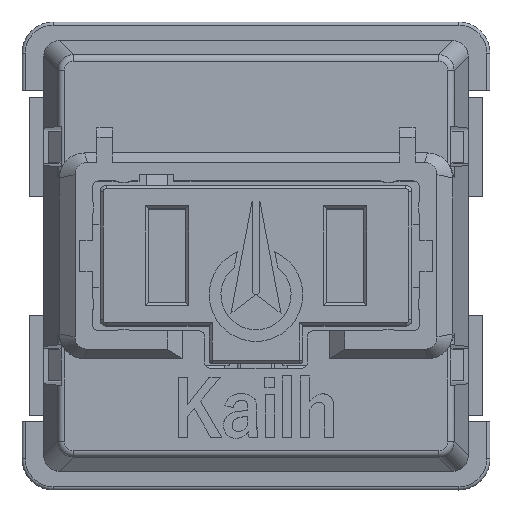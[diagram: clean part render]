
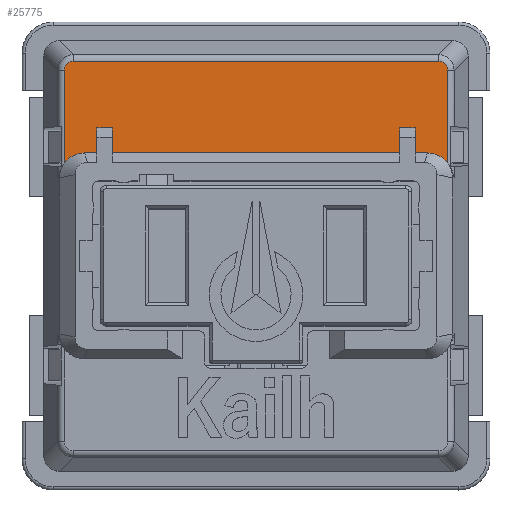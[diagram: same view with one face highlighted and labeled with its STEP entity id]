
A CAD part, top view. The second image highlights one B-rep face of the part: STEP entity #25775.
In plain terms, the highlighted planar face has unit normal (0, 0, 1).
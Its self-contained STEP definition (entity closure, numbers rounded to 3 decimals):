
#22119 = VERTEX_POINT('',#22120);
#22120 = CARTESIAN_POINT('',(6.142,2.977,2.));
#22137 = VERTEX_POINT('',#22138);
#22138 = CARTESIAN_POINT('',(6.142,5.95,2.));
#22145 = EDGE_CURVE('',#22119,#22137,#22146,.T.);
#22146 = LINE('',#22147,#22148);
#22147 = CARTESIAN_POINT('',(6.142,2.5,2.));
#22148 = VECTOR('',#22149,1.);
#22149 = DIRECTION('',(0.,1.,0.));
#22903 = VERTEX_POINT('',#22904);
#22904 = CARTESIAN_POINT('',(-6.142,2.977,2.));
#22921 = EDGE_CURVE('',#22903,#22922,#22924,.T.);
#22922 = VERTEX_POINT('',#22923);
#22923 = CARTESIAN_POINT('',(-6.142,5.95,2.));
#22924 = LINE('',#22925,#22926);
#22925 = CARTESIAN_POINT('',(-6.142,2.5,2.));
#22926 = VECTOR('',#22927,1.);
#22927 = DIRECTION('',(0.,1.,0.));
#25775 = ADVANCED_FACE('',(#25776),#25892,.T.);
#25776 = FACE_BOUND('',#25777,.T.);
#25777 = EDGE_LOOP('',(#25778,#25779,#25788,#25796,#25804,#25812,#25820,
    #25828,#25836,#25844,#25852,#25860,#25867,#25868,#25877,#25885));
#25778 = ORIENTED_EDGE('',*,*,#22921,.F.);
#25779 = ORIENTED_EDGE('',*,*,#25780,.F.);
#25780 = EDGE_CURVE('',#25781,#22903,#25783,.T.);
#25781 = VERTEX_POINT('',#25782);
#25782 = CARTESIAN_POINT('',(-5.5,3.3,2.));
#25783 = CIRCLE('',#25784,0.8);
#25784 = AXIS2_PLACEMENT_3D('',#25785,#25786,#25787);
#25785 = CARTESIAN_POINT('',(-5.5,2.5,2.));
#25786 = DIRECTION('',(0.,0.,1.));
#25787 = DIRECTION('',(1.,0.,-0.));
#25788 = ORIENTED_EDGE('',*,*,#25789,.T.);
#25789 = EDGE_CURVE('',#25781,#25790,#25792,.T.);
#25790 = VERTEX_POINT('',#25791);
#25791 = CARTESIAN_POINT('',(-5.1,3.3,2.));
#25792 = LINE('',#25793,#25794);
#25793 = CARTESIAN_POINT('',(-5.5,3.3,2.));
#25794 = VECTOR('',#25795,1.);
#25795 = DIRECTION('',(1.,0.,0.));
#25796 = ORIENTED_EDGE('',*,*,#25797,.T.);
#25797 = EDGE_CURVE('',#25790,#25798,#25800,.T.);
#25798 = VERTEX_POINT('',#25799);
#25799 = CARTESIAN_POINT('',(-5.1,4.1,2.));
#25800 = LINE('',#25801,#25802);
#25801 = CARTESIAN_POINT('',(-5.1,3.3,2.));
#25802 = VECTOR('',#25803,1.);
#25803 = DIRECTION('',(0.,1.,0.));
#25804 = ORIENTED_EDGE('',*,*,#25805,.T.);
#25805 = EDGE_CURVE('',#25798,#25806,#25808,.T.);
#25806 = VERTEX_POINT('',#25807);
#25807 = CARTESIAN_POINT('',(-4.6,4.1,2.));
#25808 = LINE('',#25809,#25810);
#25809 = CARTESIAN_POINT('',(-5.1,4.1,2.));
#25810 = VECTOR('',#25811,1.);
#25811 = DIRECTION('',(1.,0.,0.));
#25812 = ORIENTED_EDGE('',*,*,#25813,.T.);
#25813 = EDGE_CURVE('',#25806,#25814,#25816,.T.);
#25814 = VERTEX_POINT('',#25815);
#25815 = CARTESIAN_POINT('',(-4.6,3.3,2.));
#25816 = LINE('',#25817,#25818);
#25817 = CARTESIAN_POINT('',(-4.6,4.1,2.));
#25818 = VECTOR('',#25819,1.);
#25819 = DIRECTION('',(0.,-1.,0.));
#25820 = ORIENTED_EDGE('',*,*,#25821,.T.);
#25821 = EDGE_CURVE('',#25814,#25822,#25824,.T.);
#25822 = VERTEX_POINT('',#25823);
#25823 = CARTESIAN_POINT('',(4.6,3.3,2.));
#25824 = LINE('',#25825,#25826);
#25825 = CARTESIAN_POINT('',(-4.6,3.3,2.));
#25826 = VECTOR('',#25827,1.);
#25827 = DIRECTION('',(1.,0.,0.));
#25828 = ORIENTED_EDGE('',*,*,#25829,.T.);
#25829 = EDGE_CURVE('',#25822,#25830,#25832,.T.);
#25830 = VERTEX_POINT('',#25831);
#25831 = CARTESIAN_POINT('',(4.6,4.1,2.));
#25832 = LINE('',#25833,#25834);
#25833 = CARTESIAN_POINT('',(4.6,3.3,2.));
#25834 = VECTOR('',#25835,1.);
#25835 = DIRECTION('',(0.,1.,0.));
#25836 = ORIENTED_EDGE('',*,*,#25837,.T.);
#25837 = EDGE_CURVE('',#25830,#25838,#25840,.T.);
#25838 = VERTEX_POINT('',#25839);
#25839 = CARTESIAN_POINT('',(5.1,4.1,2.));
#25840 = LINE('',#25841,#25842);
#25841 = CARTESIAN_POINT('',(4.6,4.1,2.));
#25842 = VECTOR('',#25843,1.);
#25843 = DIRECTION('',(1.,0.,0.));
#25844 = ORIENTED_EDGE('',*,*,#25845,.T.);
#25845 = EDGE_CURVE('',#25838,#25846,#25848,.T.);
#25846 = VERTEX_POINT('',#25847);
#25847 = CARTESIAN_POINT('',(5.1,3.3,2.));
#25848 = LINE('',#25849,#25850);
#25849 = CARTESIAN_POINT('',(5.1,4.1,2.));
#25850 = VECTOR('',#25851,1.);
#25851 = DIRECTION('',(0.,-1.,0.));
#25852 = ORIENTED_EDGE('',*,*,#25853,.T.);
#25853 = EDGE_CURVE('',#25846,#25854,#25856,.T.);
#25854 = VERTEX_POINT('',#25855);
#25855 = CARTESIAN_POINT('',(5.5,3.3,2.));
#25856 = LINE('',#25857,#25858);
#25857 = CARTESIAN_POINT('',(5.1,3.3,2.));
#25858 = VECTOR('',#25859,1.);
#25859 = DIRECTION('',(1.,0.,0.));
#25860 = ORIENTED_EDGE('',*,*,#25861,.F.);
#25861 = EDGE_CURVE('',#22119,#25854,#25862,.T.);
#25862 = CIRCLE('',#25863,0.8);
#25863 = AXIS2_PLACEMENT_3D('',#25864,#25865,#25866);
#25864 = CARTESIAN_POINT('',(5.5,2.5,2.));
#25865 = DIRECTION('',(0.,0.,1.));
#25866 = DIRECTION('',(1.,0.,-0.));
#25867 = ORIENTED_EDGE('',*,*,#22145,.T.);
#25868 = ORIENTED_EDGE('',*,*,#25869,.T.);
#25869 = EDGE_CURVE('',#22137,#25870,#25872,.T.);
#25870 = VERTEX_POINT('',#25871);
#25871 = CARTESIAN_POINT('',(5.85,6.242,2.));
#25872 = CIRCLE('',#25873,0.292);
#25873 = AXIS2_PLACEMENT_3D('',#25874,#25875,#25876);
#25874 = CARTESIAN_POINT('',(5.85,5.95,2.));
#25875 = DIRECTION('',(0.,-0.,1.));
#25876 = DIRECTION('',(1.,0.,0.));
#25877 = ORIENTED_EDGE('',*,*,#25878,.F.);
#25878 = EDGE_CURVE('',#25879,#25870,#25881,.T.);
#25879 = VERTEX_POINT('',#25880);
#25880 = CARTESIAN_POINT('',(-5.85,6.242,2.));
#25881 = LINE('',#25882,#25883);
#25882 = CARTESIAN_POINT('',(-7.5,6.242,2.));
#25883 = VECTOR('',#25884,1.);
#25884 = DIRECTION('',(1.,0.,0.));
#25885 = ORIENTED_EDGE('',*,*,#25886,.F.);
#25886 = EDGE_CURVE('',#22922,#25879,#25887,.T.);
#25887 = CIRCLE('',#25888,0.292);
#25888 = AXIS2_PLACEMENT_3D('',#25889,#25890,#25891);
#25889 = CARTESIAN_POINT('',(-5.85,5.95,2.));
#25890 = DIRECTION('',(0.,0.,-1.));
#25891 = DIRECTION('',(-1.,0.,0.));
#25892 = PLANE('',#25893);
#25893 = AXIS2_PLACEMENT_3D('',#25894,#25895,#25896);
#25894 = CARTESIAN_POINT('',(-6.3,10.,2.));
#25895 = DIRECTION('',(0.,0.,1.));
#25896 = DIRECTION('',(1.,0.,0.));
